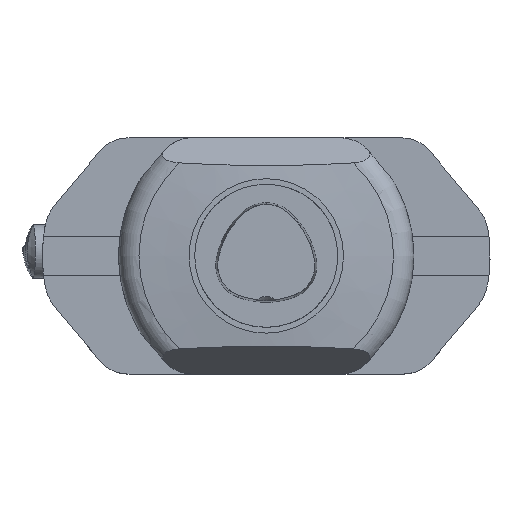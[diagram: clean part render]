
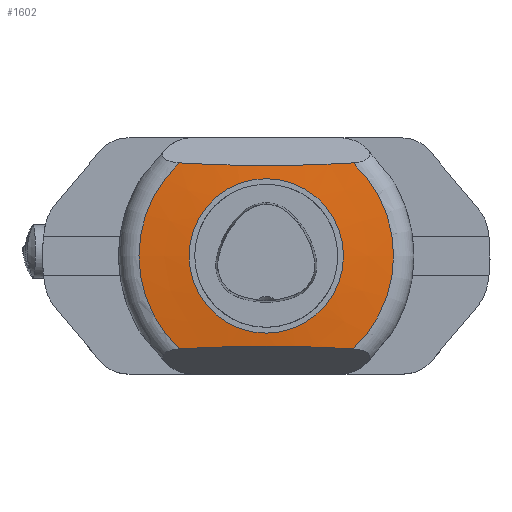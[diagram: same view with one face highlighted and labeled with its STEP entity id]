
A CAD part, top view. The second image highlights one B-rep face of the part: STEP entity #1602.
In plain terms, the highlighted conical face has half-angle 84 degrees and reference radius 34 mm.
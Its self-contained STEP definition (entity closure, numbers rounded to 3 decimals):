
#1056=CONICAL_SURFACE('',#9576,34.,84.);
#1512=B_SPLINE_CURVE_WITH_KNOTS('',3,(#13189,#13190,#13191,#13192,#13193,
#13194),.UNSPECIFIED.,.F.,.F.,(4,2,4),(0.,0.5,1.),.UNSPECIFIED.);
#1514=B_SPLINE_CURVE_WITH_KNOTS('',3,(#13207,#13208,#13209,#13210,#13211,
#13212),.UNSPECIFIED.,.F.,.F.,(4,2,4),(0.,0.5,1.),.UNSPECIFIED.);
#1602=ADVANCED_FACE('',(#3879,#3880),#1056,.T.);
#3879=FACE_BOUND('',#4079,.T.);
#3880=FACE_BOUND('',#4080,.T.);
#4079=EDGE_LOOP('',(#4855));
#4080=EDGE_LOOP('',(#4856,#4857,#4858,#4859));
#4855=ORIENTED_EDGE('',*,*,#8052,.T.);
#4856=ORIENTED_EDGE('',*,*,#8051,.F.);
#4857=ORIENTED_EDGE('',*,*,#8049,.T.);
#4858=ORIENTED_EDGE('',*,*,#8048,.F.);
#4859=ORIENTED_EDGE('',*,*,#8045,.T.);
#7162=VERTEX_POINT('',#13168);
#7163=VERTEX_POINT('',#13170);
#7164=VERTEX_POINT('',#13188);
#7165=VERTEX_POINT('',#13197);
#7166=VERTEX_POINT('',#13215);
#8045=EDGE_CURVE('',#7163,#7162,#9196,.T.);
#8048=EDGE_CURVE('',#7163,#7164,#1512,.T.);
#8049=EDGE_CURVE('',#7165,#7164,#9197,.T.);
#8051=EDGE_CURVE('',#7165,#7162,#1514,.T.);
#8052=EDGE_CURVE('',#7166,#7166,#9198,.T.);
#9196=CIRCLE('',#9569,56.045);
#9197=CIRCLE('',#9572,56.045);
#9198=CIRCLE('',#9575,34.);
#9569=AXIS2_PLACEMENT_3D('',#13169,#10578,#10579);
#9572=AXIS2_PLACEMENT_3D('',#13196,#10584,#10585);
#9575=AXIS2_PLACEMENT_3D('',#13214,#10590,#10591);
#9576=AXIS2_PLACEMENT_3D('',#13216,#10592,#10593);
#10578=DIRECTION('',(0.,0.,1.));
#10579=DIRECTION('',(-1.,0.,0.));
#10584=DIRECTION('',(0.,0.,1.));
#10585=DIRECTION('',(-1.,0.,0.));
#10590=DIRECTION('',(0.,0.,-1.));
#10591=DIRECTION('',(-1.,0.,0.));
#10592=DIRECTION('',(0.,0.,-1.));
#10593=DIRECTION('',(-1.,0.,0.));
#13168=CARTESIAN_POINT('',(-38.266,-40.949,-32.217));
#13169=CARTESIAN_POINT('',(0.,0.,-32.217));
#13170=CARTESIAN_POINT('',(-38.266,40.949,-32.217));
#13188=CARTESIAN_POINT('',(38.266,40.949,-32.217));
#13189=CARTESIAN_POINT('',(-38.266,40.949,-32.217));
#13190=CARTESIAN_POINT('',(-25.556,40.274,-31.253));
#13191=CARTESIAN_POINT('',(-12.832,39.751,-30.507));
#13192=CARTESIAN_POINT('',(12.707,39.748,-30.502));
#13193=CARTESIAN_POINT('',(25.516,40.272,-31.25));
#13194=CARTESIAN_POINT('',(38.266,40.949,-32.217));
#13196=CARTESIAN_POINT('',(0.,0.,-32.217));
#13197=CARTESIAN_POINT('',(38.266,-40.949,-32.217));
#13207=CARTESIAN_POINT('',(38.266,-40.949,-32.217));
#13208=CARTESIAN_POINT('',(25.556,-40.274,-31.253));
#13209=CARTESIAN_POINT('',(12.832,-39.751,-30.507));
#13210=CARTESIAN_POINT('',(-12.707,-39.748,-30.502));
#13211=CARTESIAN_POINT('',(-25.516,-40.272,-31.25));
#13212=CARTESIAN_POINT('',(-38.266,-40.949,-32.217));
#13214=CARTESIAN_POINT('',(0.,0.,-29.9));
#13215=CARTESIAN_POINT('',(-34.,0.,-29.9));
#13216=CARTESIAN_POINT('',(0.,0.,-29.9));
